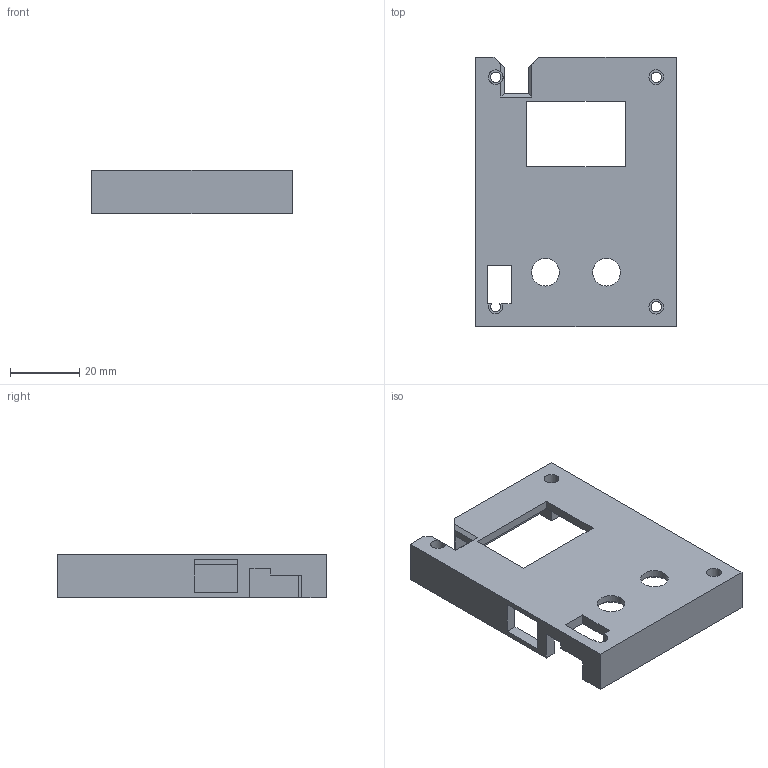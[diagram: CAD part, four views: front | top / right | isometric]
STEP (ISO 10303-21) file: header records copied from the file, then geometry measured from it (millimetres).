
FILE_DESCRIPTION(/* description */ (''),/* implementation_level */ '2;1');
FILE_NAME(/* name */ '5f0afb80a5e3c518aecdf175',/* time_stamp */ '2020-07-12T12:01:05+00:00',/* author */ (''),/* organization */ (''),/* preprocessor_version */ 'ST-DEVELOPER v16.7',/* originating_system */ $,/* authorisation */ $);
FILE_SCHEMA (('AUTOMOTIVE_DESIGN {1 0 10303 214 3 1 1}'));
Length unit declared in the file: metre
Products named in the file (1): Part 1
Bounding box: 58 x 78 x 12.5 mm (x, y, z)
Volume: 17804.1 mm3; surface area: 13609.4 mm2
Topology: 1 solids, 1 shells, 72 faces, 203 edges, 134 vertices
Faces by surface type: plane 60, cylinder 10, cone 2
Full cylindrical faces by diameter (mm): 3 x3, 4.25 x3, 8 x2
Entity records: 2301 total; most frequent: CARTESIAN_POINT 398, ORIENTED_EDGE 384, DIRECTION 361, EDGE_CURVE 192, LINE 169, VECTOR 169, VERTEX_POINT 133, EDGE_LOOP 99
